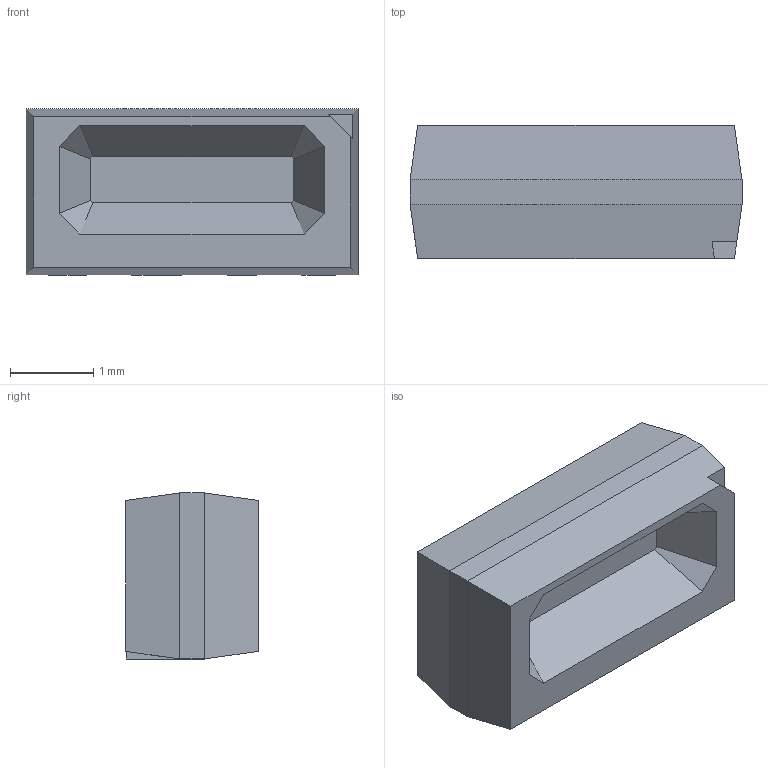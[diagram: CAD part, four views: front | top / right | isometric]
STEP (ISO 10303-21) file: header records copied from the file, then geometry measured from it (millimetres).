
FILE_DESCRIPTION (( 'STEP AP214' ), '1' );
FILE_NAME ('SK6812-SIDE-A.STEP', '2020-03-18T12:39:41', ( '' ), ( '' ), 'SwSTEP 2.0', 'SolidWorks 2018', '' );
FILE_SCHEMA (( 'AUTOMOTIVE_DESIGN' ));
Length unit declared in the file: millimetre
Products named in the file (1): SK6812-SIDE-A
Bounding box: 4 x 1.6 x 2 mm (x, y, z)
Volume: 10.4 mm3; surface area: 35.8 mm2
Topology: 1 solids, 1 shells, 49 faces, 122 edges, 76 vertices
Faces by surface type: plane 49
Entity records: 1981 total; most frequent: CARTESIAN_POINT 248, ORIENTED_EDGE 244, DIRECTION 222, VECTOR 122, LINE 122, EDGE_CURVE 122, VERTEX_POINT 76, UNCERTAINTY_MEASURE_WITH_UNIT 52
